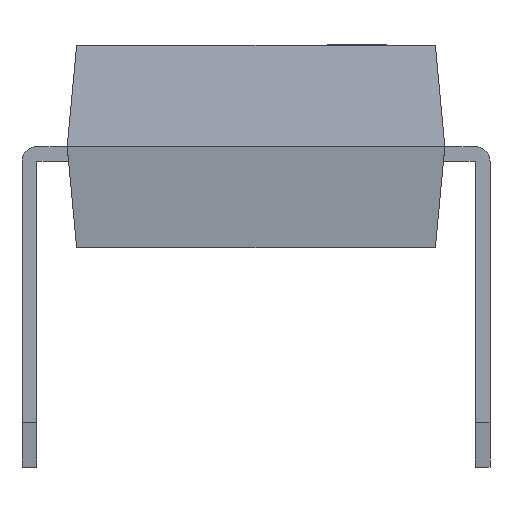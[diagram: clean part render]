
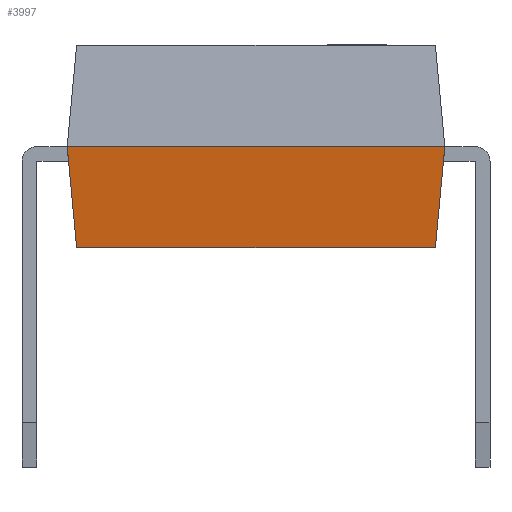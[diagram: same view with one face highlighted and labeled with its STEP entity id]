
A CAD part, front view. The second image highlights one B-rep face of the part: STEP entity #3997.
In plain terms, the highlighted free-form (B-spline) face has degree [1, 1] with [2, 2] control points.
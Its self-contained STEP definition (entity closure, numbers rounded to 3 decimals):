
#976 = VERTEX_POINT('',#977);
#977 = CARTESIAN_POINT('',(3.175,-4.795,2.21));
#998 = EDGE_CURVE('',#999,#976,#1001,.T.);
#999 = VERTEX_POINT('',#1000);
#1000 = CARTESIAN_POINT('',(-3.175,-4.795,2.21));
#1001 = LINE('',#1002,#1003);
#1002 = CARTESIAN_POINT('',(-3.175,-4.795,2.21));
#1003 = VECTOR('',#1004,1.);
#1004 = DIRECTION('',(1.,0.,0.));
#3744 = EDGE_CURVE('',#976,#3745,#3747,.T.);
#3745 = VERTEX_POINT('',#3746);
#3746 = CARTESIAN_POINT('',(3.016,-4.555,0.51));
#3747 = B_SPLINE_CURVE_WITH_KNOTS('',1,(#3748,#3749),.UNSPECIFIED.,.F.,
  .F.,(2,2),(0.,1.),.PIECEWISE_BEZIER_KNOTS.);
#3748 = CARTESIAN_POINT('',(3.175,-4.795,2.21));
#3749 = CARTESIAN_POINT('',(3.016,-4.555,0.51));
#3997 = ADVANCED_FACE('',(#3998),#4015,.F.);
#3998 = FACE_BOUND('',#3999,.F.);
#3999 = EDGE_LOOP('',(#4000,#4001,#4002,#4010));
#4000 = ORIENTED_EDGE('',*,*,#998,.T.);
#4001 = ORIENTED_EDGE('',*,*,#3744,.T.);
#4002 = ORIENTED_EDGE('',*,*,#4003,.F.);
#4003 = EDGE_CURVE('',#4004,#3745,#4006,.T.);
#4004 = VERTEX_POINT('',#4005);
#4005 = CARTESIAN_POINT('',(-3.016,-4.555,0.51));
#4006 = LINE('',#4007,#4008);
#4007 = CARTESIAN_POINT('',(-3.016,-4.555,0.51));
#4008 = VECTOR('',#4009,1.);
#4009 = DIRECTION('',(1.,0.,0.));
#4010 = ORIENTED_EDGE('',*,*,#4011,.F.);
#4011 = EDGE_CURVE('',#999,#4004,#4012,.T.);
#4012 = B_SPLINE_CURVE_WITH_KNOTS('',1,(#4013,#4014),.UNSPECIFIED.,.F.,
  .F.,(2,2),(0.,1.),.PIECEWISE_BEZIER_KNOTS.);
#4013 = CARTESIAN_POINT('',(-3.175,-4.795,2.21));
#4014 = CARTESIAN_POINT('',(-3.016,-4.555,0.51));
#4015 = B_SPLINE_SURFACE_WITH_KNOTS('',1,1,(
    (#4016,#4017)
    ,(#4018,#4019
    )),.UNSPECIFIED.,.F.,.F.,.F.,(2,2),(2,2),(0.,6.35),(0.,1.),
  .PIECEWISE_BEZIER_KNOTS.);
#4016 = CARTESIAN_POINT('',(-3.175,-4.795,2.21));
#4017 = CARTESIAN_POINT('',(-3.016,-4.555,0.51));
#4018 = CARTESIAN_POINT('',(3.175,-4.795,2.21));
#4019 = CARTESIAN_POINT('',(3.016,-4.555,0.51));
